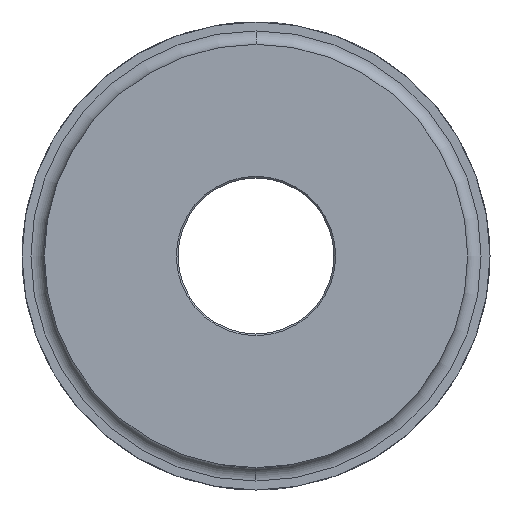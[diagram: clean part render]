
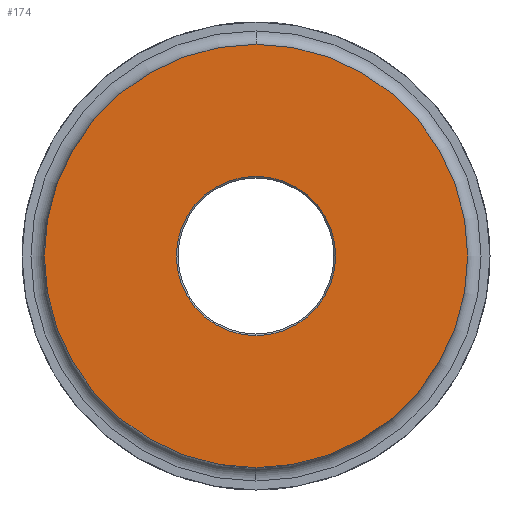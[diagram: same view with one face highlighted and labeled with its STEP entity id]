
A CAD part, left-side view. The second image highlights one B-rep face of the part: STEP entity #174.
In plain terms, the highlighted planar face has unit normal (-1, 0, 0).
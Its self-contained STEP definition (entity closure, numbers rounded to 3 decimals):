
#174 = ADVANCED_FACE ( 'NONE', ( #3101, #3109 ), #4020, .T. ) ;
#474 = ORIENTED_EDGE ( 'NONE', *, *, #3321, .F. ) ;
#475 = ORIENTED_EDGE ( 'NONE', *, *, #2016, .F. ) ;
#476 = ORIENTED_EDGE ( 'NONE', *, *, #2008, .T. ) ;
#477 = ORIENTED_EDGE ( 'NONE', *, *, #3322, .T. ) ;
#2008 = EDGE_CURVE ( 'NONE', #10626, #10625, #9138, .T. ) ;
#2016 = EDGE_CURVE ( 'NONE', #10653, #10654, #9145, .T. ) ;
#2475 = EDGE_LOOP ( 'NONE', ( #474, #475 ) ) ;
#2477 = EDGE_LOOP ( 'NONE', ( #476, #477 ) ) ;
#3101 = FACE_BOUND ( 'NONE', #2475, .T. ) ;
#3109 = FACE_OUTER_BOUND ( 'NONE', #2477, .T. ) ;
#3321 = EDGE_CURVE ( 'NONE', #10654, #10653, #9213, .T. ) ;
#3322 = EDGE_CURVE ( 'NONE', #10625, #10626, #9214, .T. ) ;
#3500 = AXIS2_PLACEMENT_3D ( 'NONE', #4019, #4022, #4023 ) ;
#4019 = CARTESIAN_POINT ( 'NONE',  ( -70., 0., 0. ) ) ;
#4020 = PLANE ( 'NONE',  #3500 ) ;
#4022 = DIRECTION ( 'NONE',  ( -1., 0., 0. ) ) ;
#4023 = DIRECTION ( 'NONE',  ( 0., 0., -1. ) ) ;
#5502 = AXIS2_PLACEMENT_3D ( 'NONE', #8607, #8697, #8698 ) ;
#5507 = AXIS2_PLACEMENT_3D ( 'NONE', #8719, #8720, #8721 ) ;
#5537 = AXIS2_PLACEMENT_3D ( 'NONE', #9041, #9357, #9358 ) ;
#5538 = AXIS2_PLACEMENT_3D ( 'NONE', #9353, #9354, #9355 ) ;
#8607 = CARTESIAN_POINT ( 'NONE',  ( -70., 0., 0. ) ) ;
#8697 = DIRECTION ( 'NONE',  ( -1., 0., 0. ) ) ;
#8698 = DIRECTION ( 'NONE',  ( 0., 0., 1. ) ) ;
#8719 = CARTESIAN_POINT ( 'NONE',  ( -70., 0., 0. ) ) ;
#8720 = DIRECTION ( 'NONE',  ( -1., 0., 0. ) ) ;
#8721 = DIRECTION ( 'NONE',  ( 0., 0., -1. ) ) ;
#9041 = CARTESIAN_POINT ( 'NONE',  ( -70., 0., 0. ) ) ;
#9138 = CIRCLE ( 'NONE', #5502, 47.5 ) ;
#9145 = CIRCLE ( 'NONE', #5507, 17.881 ) ;
#9213 = CIRCLE ( 'NONE', #5538, 17.881 ) ;
#9214 = CIRCLE ( 'NONE', #5537, 47.5 ) ;
#9353 = CARTESIAN_POINT ( 'NONE',  ( -70., 0., 0. ) ) ;
#9354 = DIRECTION ( 'NONE',  ( -1., 0., 0. ) ) ;
#9355 = DIRECTION ( 'NONE',  ( 0., 0., -1. ) ) ;
#9357 = DIRECTION ( 'NONE',  ( -1., 0., 0. ) ) ;
#9358 = DIRECTION ( 'NONE',  ( 0., 0., 1. ) ) ;
#9635 = CARTESIAN_POINT ( 'NONE',  ( -70., 0., -47.5 ) ) ;
#9636 = CARTESIAN_POINT ( 'NONE',  ( -70., 0., 47.5 ) ) ;
#9663 = CARTESIAN_POINT ( 'NONE',  ( -70., 0., 17.881 ) ) ;
#9664 = CARTESIAN_POINT ( 'NONE',  ( -70., 0., -17.881 ) ) ;
#10625 = VERTEX_POINT ( 'NONE', #9635 ) ;
#10626 = VERTEX_POINT ( 'NONE', #9636 ) ;
#10653 = VERTEX_POINT ( 'NONE', #9663 ) ;
#10654 = VERTEX_POINT ( 'NONE', #9664 ) ;
